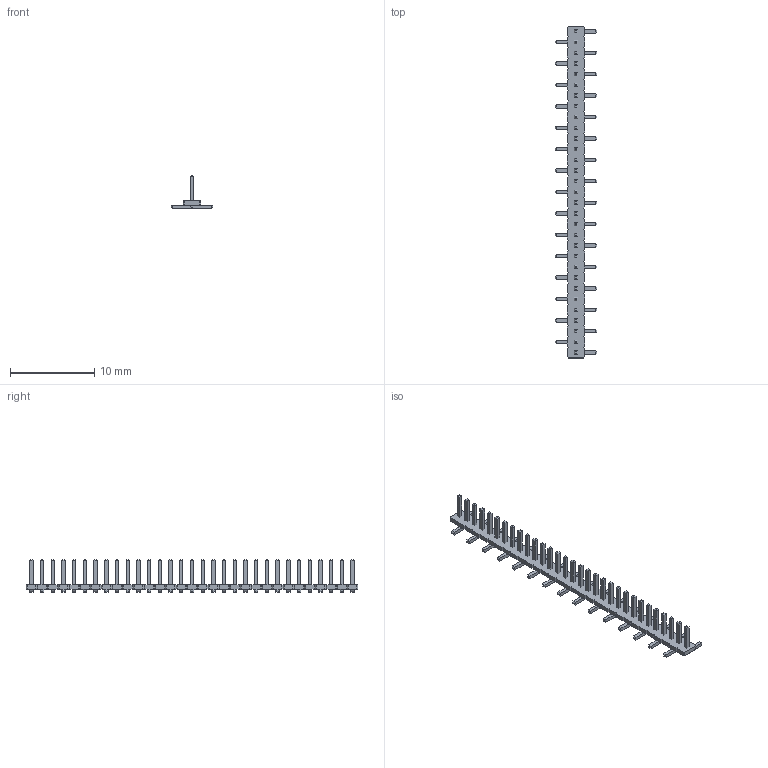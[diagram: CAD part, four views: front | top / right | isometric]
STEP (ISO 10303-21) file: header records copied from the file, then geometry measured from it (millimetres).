
FILE_DESCRIPTION(/* description */ ('model of PinHeader_1x31_P1.27mm_Vertical_SMD_Pin1Right'),/* implementation_level */ '2;1');
FILE_NAME(/* name */ 'PinHeader_1x31_P1.27mm_Vertical_SMD_Pin1Right.step',/* time_stamp */ '2018-01-24T12:17:42',/* author */ ('kicad StepUp','ksu'),/* organization */ ('FreeCAD'),/* preprocessor_version */ 'OCC',/* originating_system */ 'kicad StepUp',/* authorisation */ '');
FILE_SCHEMA(('AUTOMOTIVE_DESIGN { 1 0 10303 214 1 1 1 1 }'));
Length unit declared in the file: millimetre
Products named in the file (2): PinHeader_1x31_P127mm_Vertical_SMD_Pin1Right; Shape0_992214109273
Bounding box: 4.9 x 39.37 x 3.9 mm (x, y, z)
Volume: 70.5 mm3; surface area: 511.7 mm2
Topology: 32 solids, 32 shells, 717 faces, 1711 edges, 1058 vertices
Faces by surface type: plane 686, cylinder 31
Entity records: 12981 total; most frequent: ORIENTED_EDGE 2645, CARTESIAN_POINT 2022, EDGE_CURVE 1711, LINE 1649, VERTEX_POINT 1058, AXIS2_PLACEMENT_3D 765, ADVANCED_FACE 717, FACE_BOUND 717
